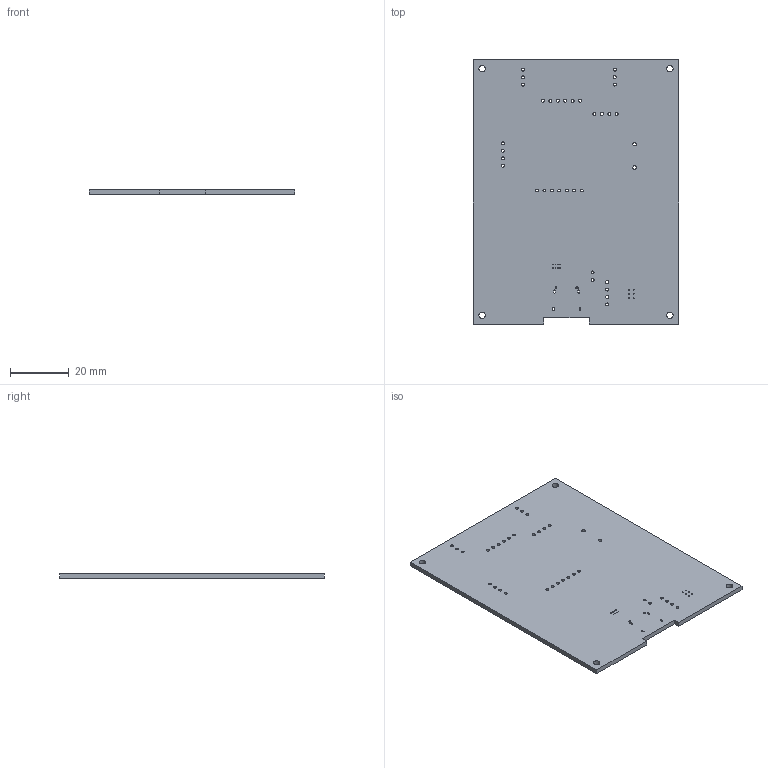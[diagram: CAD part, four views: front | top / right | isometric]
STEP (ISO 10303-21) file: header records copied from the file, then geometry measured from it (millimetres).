
FILE_DESCRIPTION(('KiCad electronic assembly'),'2;1');
FILE_NAME('NeuralRobot.step','2018-12-24T13:55:03',('An Author'),( 'A Company'),'Open CASCADE STEP processor 6.9', 'KiCad to STEP converter','Unknown');
FILE_SCHEMA(('AUTOMOTIVE_DESIGN { 1 0 10303 214 1 1 1 1 }'));
Length unit declared in the file: millimetre
Products named in the file (2): Open CASCADE STEP translator 6.9 1; COMPOUND
Assembly tree (1 placements, depth 2):
  Open CASCADE STEP translator 6.9 1
    COMPOUND
Bounding box: 70 x 90 x 1.6 mm (x, y, z)
Volume: 9952.2 mm3; surface area: 13228.4 mm2
Topology: 1 solids, 1 shells, 84 faces, 246 edges, 164 vertices
Faces by surface type: cylinder 64, plane 20
Full cylindrical faces by diameter (mm): 0.3 x8, 0.33 x6, 0.65 x1, 1 x33, 1.2 x2, 2.2 x4
Entity records: 6723 total; most frequent: CARTESIAN_POINT 1756, DIRECTION 910, ORIENTED_EDGE 492, PCURVE 492, DEFINITIONAL_REPRESENTATION 492, LINE 482, VECTOR 482, EDGE_CURVE 246
